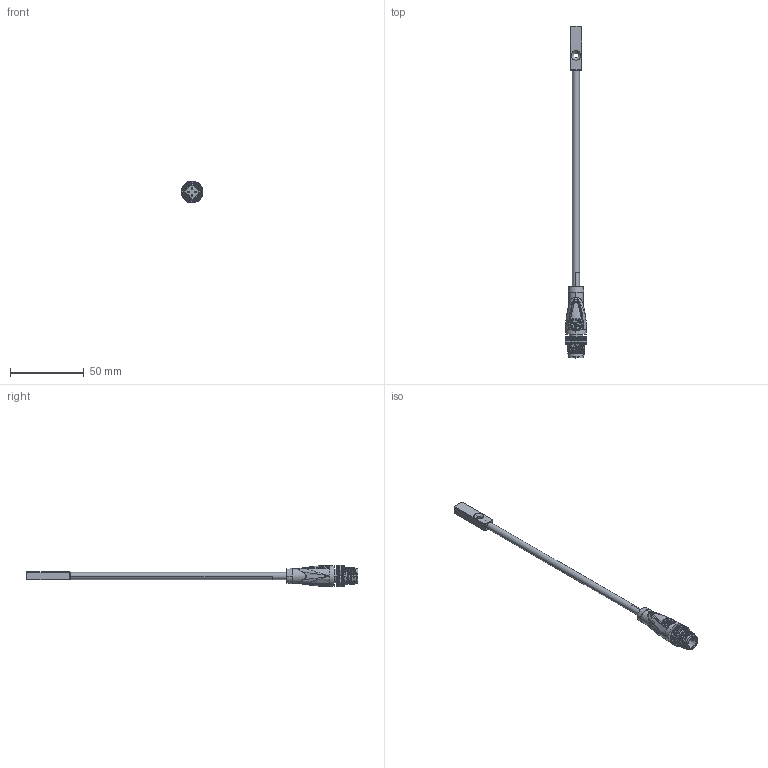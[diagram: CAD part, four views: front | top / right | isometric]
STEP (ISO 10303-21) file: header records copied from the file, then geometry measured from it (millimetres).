
FILE_DESCRIPTION((''),'2;1');
FILE_NAME('NMB2-F76_ASM','2021-02-25T12:17:56',('jmattern'),(''),'CREO PARAMETRIC BY PTC INC, 2019292','CREO PARAMETRIC BY PTC INC, 2019292','');
FILE_SCHEMA(('CONFIG_CONTROL_DESIGN'));
Length unit declared in the file: millimetre
Products named in the file (3): F76_HSG_2; CAD0856B; NMB2-F76_ASM
Assembly tree (2 placements, depth 2):
  NMB2-F76_ASM
    F76_HSG_2
    CAD0856B
Bounding box: 14.79 x 225.1 x 14.8 mm (x, y, z)
Volume: 9036 mm3; surface area: 6904.8 mm2
Topology: 2 solids, 2 shells, 522 faces, 1277 edges, 772 vertices
Faces by surface type: plane 258, cylinder 124, bspline 101, cone 21, torus 12, sphere 6
Entity records: 23077 total; most frequent: CARTESIAN_POINT 11422, ORIENTED_EDGE 2542, DIRECTION 2278, EDGE_CURVE 1271, AXIS2_PLACEMENT_3D 885, VERTEX_POINT 772, EDGE_LOOP 543, FACE_OUTER_BOUND 522
